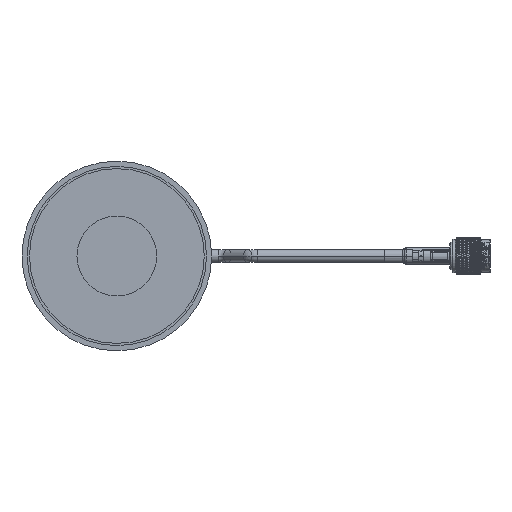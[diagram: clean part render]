
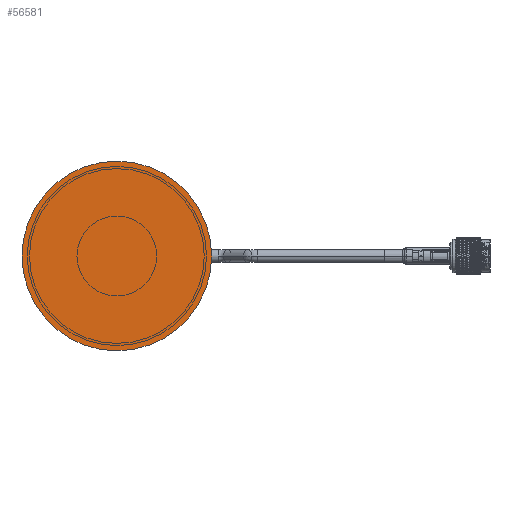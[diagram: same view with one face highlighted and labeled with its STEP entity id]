
A CAD part, front view. The second image highlights one B-rep face of the part: STEP entity #56581.
In plain terms, the highlighted planar face has unit normal (0, -1, 0).
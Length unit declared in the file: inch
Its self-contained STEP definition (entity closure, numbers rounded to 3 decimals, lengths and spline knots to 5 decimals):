
#5981 = CARTESIAN_POINT ( 'NONE',  ( 0., -0.00984, 1.49606 ) ) ;
#9684 = FACE_OUTER_BOUND ( 'NONE', #104325, .T. ) ;
#12836 = DIRECTION ( 'NONE',  ( 0., 1., 0. ) ) ;
#16335 = CARTESIAN_POINT ( 'NONE',  ( 0., -0.00984, -1.49606 ) ) ;
#18900 = EDGE_CURVE ( 'NONE', #89336, #29770, #68194, .T. ) ;
#23111 = DIRECTION ( 'NONE',  ( 0., 1., 0. ) ) ;
#29770 = VERTEX_POINT ( 'NONE', #16335 ) ;
#31003 = AXIS2_PLACEMENT_3D ( 'NONE', #70283, #98501, #43930 ) ;
#43930 = DIRECTION ( 'NONE',  ( 0., 0., -1. ) ) ;
#47111 = PLANE ( 'NONE',  #84422 ) ;
#52056 = ORIENTED_EDGE ( 'NONE', *, *, #18900, .F. ) ;
#56581 = ADVANCED_FACE ( 'NONE', ( #9684 ), #47111, .F. ) ;
#62815 = ORIENTED_EDGE ( 'NONE', *, *, #77066, .F. ) ;
#63220 = AXIS2_PLACEMENT_3D ( 'NONE', #116482, #12836, #107274 ) ;
#68194 = CIRCLE ( 'NONE', #31003, 1.49606 ) ;
#68498 = DIRECTION ( 'NONE',  ( 0., 0., 1. ) ) ;
#70283 = CARTESIAN_POINT ( 'NONE',  ( 0., -0.00984, 0. ) ) ;
#71108 = CIRCLE ( 'NONE', #63220, 1.49606 ) ;
#77066 = EDGE_CURVE ( 'NONE', #29770, #89336, #71108, .T. ) ;
#84422 = AXIS2_PLACEMENT_3D ( 'NONE', #88705, #23111, #68498 ) ;
#88705 = CARTESIAN_POINT ( 'NONE',  ( 0., -0.00984, 0. ) ) ;
#89336 = VERTEX_POINT ( 'NONE', #5981 ) ;
#98501 = DIRECTION ( 'NONE',  ( 0., 1., 0. ) ) ;
#104325 = EDGE_LOOP ( 'NONE', ( #62815, #52056 ) ) ;
#107274 = DIRECTION ( 'NONE',  ( 0., 0., -1. ) ) ;
#116482 = CARTESIAN_POINT ( 'NONE',  ( 0., -0.00984, 0. ) ) ;
